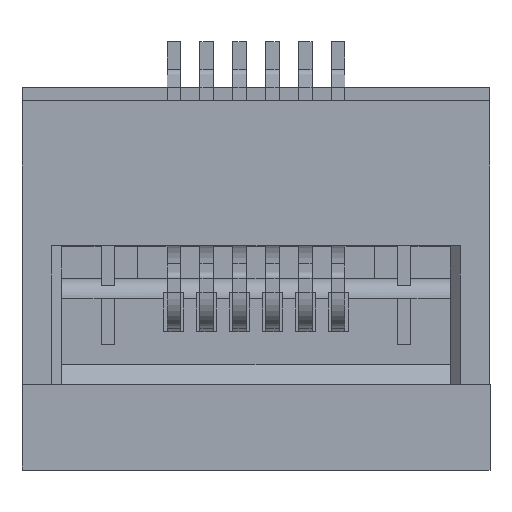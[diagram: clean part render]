
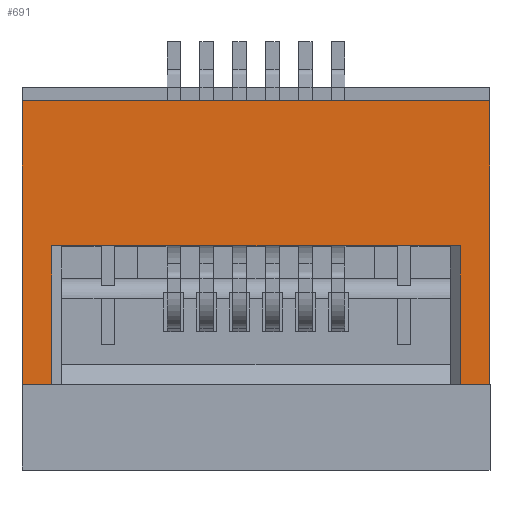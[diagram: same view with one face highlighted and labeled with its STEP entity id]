
A CAD part, top view. The second image highlights one B-rep face of the part: STEP entity #691.
In plain terms, the highlighted planar face has unit normal (0, 0, 1).
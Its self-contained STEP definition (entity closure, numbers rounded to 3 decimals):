
#691 = ADVANCED_FACE( '', ( #1383 ), #1384, .T. );
#1383 = FACE_OUTER_BOUND( '', #2126, .T. );
#1384 = PLANE( '', #2127 );
#2126 = EDGE_LOOP( '', ( #3866, #3867, #3868, #3869, #3870, #3871, #3872, #3873 ) );
#2127 = AXIS2_PLACEMENT_3D( '', #3874, #3875, #3876 );
#3866 = ORIENTED_EDGE( '', *, *, #5166, .T. );
#3867 = ORIENTED_EDGE( '', *, *, #5512, .F. );
#3868 = ORIENTED_EDGE( '', *, *, #5696, .F. );
#3869 = ORIENTED_EDGE( '', *, *, #5697, .F. );
#3870 = ORIENTED_EDGE( '', *, *, #5698, .T. );
#3871 = ORIENTED_EDGE( '', *, *, #5234, .T. );
#3872 = ORIENTED_EDGE( '', *, *, #5699, .T. );
#3873 = ORIENTED_EDGE( '', *, *, #5315, .F. );
#3874 = CARTESIAN_POINT( '', ( 3.55, -2.25, 1.1 ) );
#3875 = DIRECTION( '', ( 0., 0., 1. ) );
#3876 = DIRECTION( '', ( 1., 0., 0. ) );
#5166 = EDGE_CURVE( '', #6346, #6344, #6347, .T. );
#5234 = EDGE_CURVE( '', #6461, #6459, #6462, .T. );
#5315 = EDGE_CURVE( '', #6346, #6597, #6598, .T. );
#5512 = EDGE_CURVE( '', #6897, #6344, #6898, .T. );
#5696 = EDGE_CURVE( '', #7154, #6897, #7155, .T. );
#5697 = EDGE_CURVE( '', #7156, #7154, #7157, .T. );
#5698 = EDGE_CURVE( '', #7156, #6461, #7158, .T. );
#5699 = EDGE_CURVE( '', #6459, #6597, #7159, .T. );
#6344 = VERTEX_POINT( '', #8022 );
#6346 = VERTEX_POINT( '', #8025 );
#6347 = LINE( '', #8026, #8027 );
#6459 = VERTEX_POINT( '', #8194 );
#6461 = VERTEX_POINT( '', #8197 );
#6462 = LINE( '', #8198, #8199 );
#6597 = VERTEX_POINT( '', #8395 );
#6598 = LINE( '', #8396, #8397 );
#6897 = VERTEX_POINT( '', #8839 );
#6898 = LINE( '', #8840, #8841 );
#7154 = VERTEX_POINT( '', #9224 );
#7155 = LINE( '', #9225, #9226 );
#7156 = VERTEX_POINT( '', #9227 );
#7157 = LINE( '', #9228, #9229 );
#7158 = LINE( '', #9230, #9231 );
#7159 = LINE( '', #9232, #9233 );
#8022 = CARTESIAN_POINT( '', ( 3.55, 2.05, 1.1 ) );
#8025 = CARTESIAN_POINT( '', ( 3.55, -2.25, 1.1 ) );
#8026 = CARTESIAN_POINT( '', ( 3.55, -2.25, 1.1 ) );
#8027 = VECTOR( '', #9858, 1000. );
#8194 = CARTESIAN_POINT( '', ( 3.1, -0.15, 1.1 ) );
#8197 = CARTESIAN_POINT( '', ( -3.1, -0.15, 1.1 ) );
#8198 = CARTESIAN_POINT( '', ( 1.8, -0.15, 1.1 ) );
#8199 = VECTOR( '', #9927, 1000. );
#8395 = CARTESIAN_POINT( '', ( 3.1, -2.25, 1.1 ) );
#8396 = CARTESIAN_POINT( '', ( 3.55, -2.25, 1.1 ) );
#8397 = VECTOR( '', #10001, 1000. );
#8839 = CARTESIAN_POINT( '', ( -3.55, 2.05, 1.1 ) );
#8840 = CARTESIAN_POINT( '', ( -5.139, 2.05, 1.1 ) );
#8841 = VECTOR( '', #10187, 1000. );
#9224 = CARTESIAN_POINT( '', ( -3.55, -2.25, 1.1 ) );
#9225 = CARTESIAN_POINT( '', ( -3.55, -2.25, 1.1 ) );
#9226 = VECTOR( '', #10372, 1000. );
#9227 = CARTESIAN_POINT( '', ( -3.1, -2.25, 1.1 ) );
#9228 = CARTESIAN_POINT( '', ( 3.55, -2.25, 1.1 ) );
#9229 = VECTOR( '', #10373, 1000. );
#9230 = CARTESIAN_POINT( '', ( -3.1, -2.25, 1.1 ) );
#9231 = VECTOR( '', #10374, 1000. );
#9232 = CARTESIAN_POINT( '', ( 3.1, -2.25, 1.1 ) );
#9233 = VECTOR( '', #10375, 1000. );
#9858 = DIRECTION( '', ( 0., 1., 0. ) );
#9927 = DIRECTION( '', ( 1., 0., 0. ) );
#10001 = DIRECTION( '', ( -1., 0., 0. ) );
#10187 = DIRECTION( '', ( 1., 0., 0. ) );
#10372 = DIRECTION( '', ( 0., 1., 0. ) );
#10373 = DIRECTION( '', ( -1., 0., 0. ) );
#10374 = DIRECTION( '', ( 0., 1., 0. ) );
#10375 = DIRECTION( '', ( 0., -1., 0. ) );
